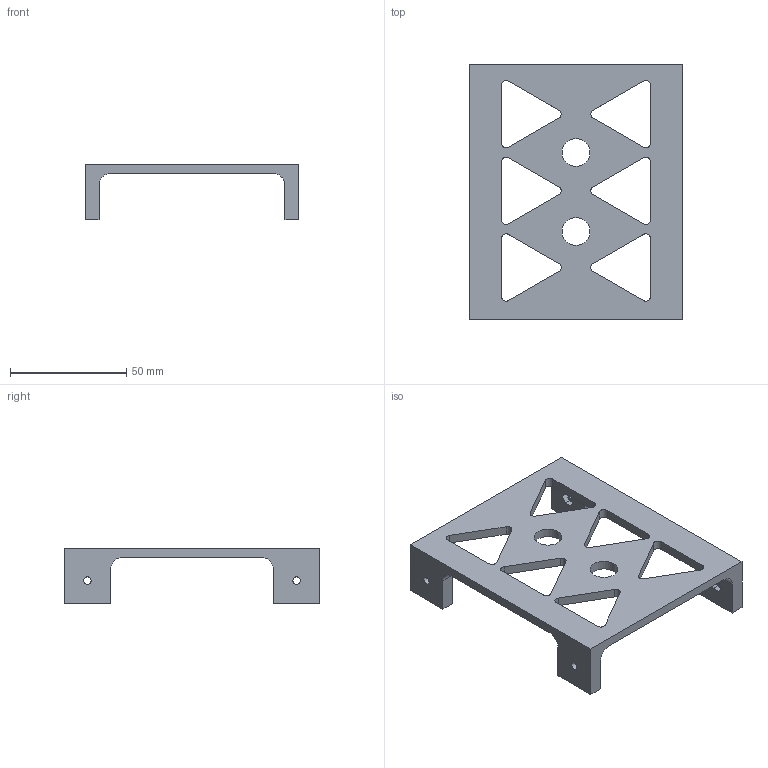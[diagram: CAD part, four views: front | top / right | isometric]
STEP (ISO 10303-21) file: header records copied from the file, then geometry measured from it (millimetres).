
FILE_DESCRIPTION(('FreeCAD Model'),'2;1');
FILE_NAME('Plateau.step','2015-08-30T15:42:48',('Author'),(''), 'Open CASCADE STEP processor 6.5','FreeCAD','Unknown');
FILE_SCHEMA(('AUTOMOTIVE_DESIGN_CC2 { 1 2 10303 214 -1 1 5 4 }'));
Length unit declared in the file: millimetre
Products named in the file (1): Pocket006
Bounding box: 92 x 110 x 24 mm (x, y, z)
Volume: 39000.2 mm3; surface area: 22872.7 mm2
Topology: 1 solids, 1 shells, 96 faces, 278 edges, 188 vertices
Faces by surface type: plane 64, cylinder 32
Full cylindrical faces by diameter (mm): 3.2 x4, 12 x2
Entity records: 6910 total; most frequent: CARTESIAN_POINT 1450, DIRECTION 972, LINE 624, VECTOR 624, ORIENTED_EDGE 556, PCURVE 556, DEFINITIONAL_REPRESENTATION 556, EDGE_CURVE 278
